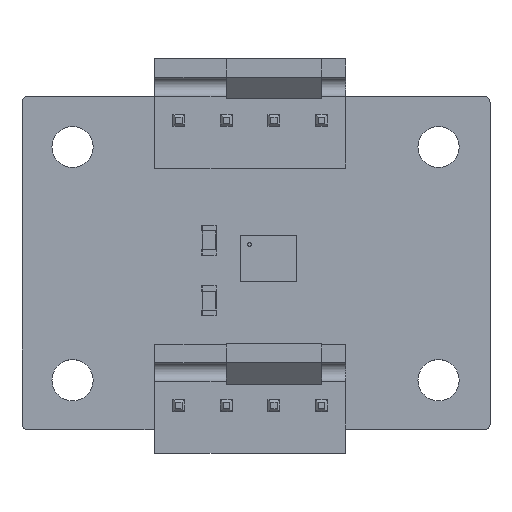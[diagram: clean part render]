
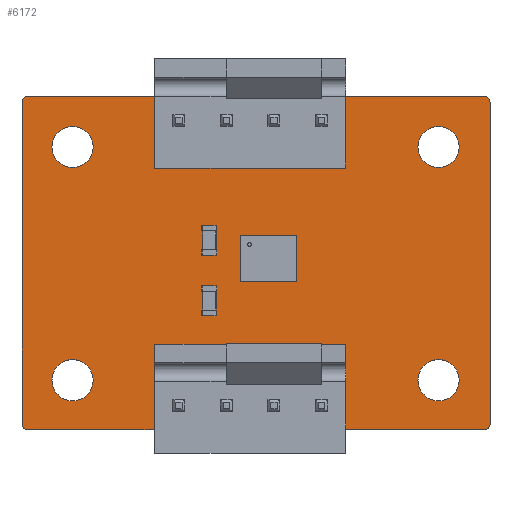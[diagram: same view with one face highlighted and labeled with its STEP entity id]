
A CAD part, top view. The second image highlights one B-rep face of the part: STEP entity #6172.
In plain terms, the highlighted planar face has unit normal (0, 0, 1).
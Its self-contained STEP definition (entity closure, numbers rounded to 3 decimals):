
#5891 = VERTEX_POINT('',#5892);
#5892 = CARTESIAN_POINT('',(149.7,-70.6,1.6));
#5898 = EDGE_CURVE('',#5891,#5899,#5901,.T.);
#5899 = VERTEX_POINT('',#5900);
#5900 = CARTESIAN_POINT('',(150.,-70.9,1.6));
#5901 = CIRCLE('',#5902,0.3);
#5902 = AXIS2_PLACEMENT_3D('',#5903,#5904,#5905);
#5903 = CARTESIAN_POINT('',(149.7,-70.9,1.6));
#5904 = DIRECTION('',(0.,0.,-1.));
#5905 = DIRECTION('',(0.,1.,0.));
#5933 = VERTEX_POINT('',#5934);
#5934 = CARTESIAN_POINT('',(125.3,-70.6,1.6));
#5940 = EDGE_CURVE('',#5933,#5891,#5941,.T.);
#5941 = LINE('',#5942,#5943);
#5942 = CARTESIAN_POINT('',(125.3,-70.6,1.6));
#5943 = VECTOR('',#5944,1.);
#5944 = DIRECTION('',(1.,0.,0.));
#5962 = EDGE_CURVE('',#5899,#5963,#5965,.T.);
#5963 = VERTEX_POINT('',#5964);
#5964 = CARTESIAN_POINT('',(150.,-88.1,1.6));
#5965 = LINE('',#5966,#5967);
#5966 = CARTESIAN_POINT('',(150.,-70.9,1.6));
#5967 = VECTOR('',#5968,1.);
#5968 = DIRECTION('',(0.,-1.,0.));
#6172 = ADVANCED_FACE('',(#6173,#6219,#6230,#6241,#6252,#6263,#6274,
    #6285,#6296,#6307,#6318,#6329,#6340),#6351,.T.);
#6173 = FACE_BOUND('',#6174,.T.);
#6174 = EDGE_LOOP('',(#6175,#6176,#6177,#6186,#6194,#6203,#6211,#6218));
#6175 = ORIENTED_EDGE('',*,*,#5898,.F.);
#6176 = ORIENTED_EDGE('',*,*,#5940,.F.);
#6177 = ORIENTED_EDGE('',*,*,#6178,.F.);
#6178 = EDGE_CURVE('',#6179,#5933,#6181,.T.);
#6179 = VERTEX_POINT('',#6180);
#6180 = CARTESIAN_POINT('',(125.,-70.9,1.6));
#6181 = CIRCLE('',#6182,0.3);
#6182 = AXIS2_PLACEMENT_3D('',#6183,#6184,#6185);
#6183 = CARTESIAN_POINT('',(125.3,-70.9,1.6));
#6184 = DIRECTION('',(0.,0.,-1.));
#6185 = DIRECTION('',(-1.,0.,0.));
#6186 = ORIENTED_EDGE('',*,*,#6187,.F.);
#6187 = EDGE_CURVE('',#6188,#6179,#6190,.T.);
#6188 = VERTEX_POINT('',#6189);
#6189 = CARTESIAN_POINT('',(125.01,-88.1,1.6));
#6190 = LINE('',#6191,#6192);
#6191 = CARTESIAN_POINT('',(125.01,-88.1,1.6));
#6192 = VECTOR('',#6193,1.);
#6193 = DIRECTION('',(-0.001,1.,0.));
#6194 = ORIENTED_EDGE('',*,*,#6195,.F.);
#6195 = EDGE_CURVE('',#6196,#6188,#6198,.T.);
#6196 = VERTEX_POINT('',#6197);
#6197 = CARTESIAN_POINT('',(125.31,-88.39,1.6));
#6198 = CIRCLE('',#6199,0.29);
#6199 = AXIS2_PLACEMENT_3D('',#6200,#6201,#6202);
#6200 = CARTESIAN_POINT('',(125.3,-88.1,1.6));
#6201 = DIRECTION('',(0.,0.,-1.));
#6202 = DIRECTION('',(0.034,-0.999,0.));
#6203 = ORIENTED_EDGE('',*,*,#6204,.F.);
#6204 = EDGE_CURVE('',#6205,#6196,#6207,.T.);
#6205 = VERTEX_POINT('',#6206);
#6206 = CARTESIAN_POINT('',(149.71,-88.39,1.6));
#6207 = LINE('',#6208,#6209);
#6208 = CARTESIAN_POINT('',(149.71,-88.39,1.6));
#6209 = VECTOR('',#6210,1.);
#6210 = DIRECTION('',(-1.,0.,0.));
#6211 = ORIENTED_EDGE('',*,*,#6212,.F.);
#6212 = EDGE_CURVE('',#5963,#6205,#6213,.T.);
#6213 = CIRCLE('',#6214,0.29);
#6214 = AXIS2_PLACEMENT_3D('',#6215,#6216,#6217);
#6215 = CARTESIAN_POINT('',(149.71,-88.1,1.6));
#6216 = DIRECTION('',(0.,0.,-1.));
#6217 = DIRECTION('',(1.,0.,0.));
#6218 = ORIENTED_EDGE('',*,*,#5962,.F.);
#6219 = FACE_BOUND('',#6220,.T.);
#6220 = EDGE_LOOP('',(#6221));
#6221 = ORIENTED_EDGE('',*,*,#6222,.T.);
#6222 = EDGE_CURVE('',#6223,#6223,#6225,.T.);
#6223 = VERTEX_POINT('',#6224);
#6224 = CARTESIAN_POINT('',(127.7,-86.85,1.6));
#6225 = CIRCLE('',#6226,1.1);
#6226 = AXIS2_PLACEMENT_3D('',#6227,#6228,#6229);
#6227 = CARTESIAN_POINT('',(127.7,-85.75,1.6));
#6228 = DIRECTION('',(-0.,0.,-1.));
#6229 = DIRECTION('',(-0.,-1.,0.));
#6230 = FACE_BOUND('',#6231,.T.);
#6231 = EDGE_LOOP('',(#6232));
#6232 = ORIENTED_EDGE('',*,*,#6233,.T.);
#6233 = EDGE_CURVE('',#6234,#6234,#6236,.T.);
#6234 = VERTEX_POINT('',#6235);
#6235 = CARTESIAN_POINT('',(133.38,-87.63,1.6));
#6236 = CIRCLE('',#6237,0.51);
#6237 = AXIS2_PLACEMENT_3D('',#6238,#6239,#6240);
#6238 = CARTESIAN_POINT('',(133.38,-87.12,1.6));
#6239 = DIRECTION('',(-0.,0.,-1.));
#6240 = DIRECTION('',(-0.,-1.,0.));
#6241 = FACE_BOUND('',#6242,.T.);
#6242 = EDGE_LOOP('',(#6243));
#6243 = ORIENTED_EDGE('',*,*,#6244,.T.);
#6244 = EDGE_CURVE('',#6245,#6245,#6247,.T.);
#6245 = VERTEX_POINT('',#6246);
#6246 = CARTESIAN_POINT('',(135.92,-87.63,1.6));
#6247 = CIRCLE('',#6248,0.51);
#6248 = AXIS2_PLACEMENT_3D('',#6249,#6250,#6251);
#6249 = CARTESIAN_POINT('',(135.92,-87.12,1.6));
#6250 = DIRECTION('',(-0.,0.,-1.));
#6251 = DIRECTION('',(0.,-1.,0.));
#6252 = FACE_BOUND('',#6253,.T.);
#6253 = EDGE_LOOP('',(#6254));
#6254 = ORIENTED_EDGE('',*,*,#6255,.T.);
#6255 = EDGE_CURVE('',#6256,#6256,#6258,.T.);
#6256 = VERTEX_POINT('',#6257);
#6257 = CARTESIAN_POINT('',(138.46,-87.63,1.6));
#6258 = CIRCLE('',#6259,0.51);
#6259 = AXIS2_PLACEMENT_3D('',#6260,#6261,#6262);
#6260 = CARTESIAN_POINT('',(138.46,-87.12,1.6));
#6261 = DIRECTION('',(-0.,0.,-1.));
#6262 = DIRECTION('',(0.,-1.,-0.));
#6263 = FACE_BOUND('',#6264,.T.);
#6264 = EDGE_LOOP('',(#6265));
#6265 = ORIENTED_EDGE('',*,*,#6266,.T.);
#6266 = EDGE_CURVE('',#6267,#6267,#6269,.T.);
#6267 = VERTEX_POINT('',#6268);
#6268 = CARTESIAN_POINT('',(141.,-87.63,1.6));
#6269 = CIRCLE('',#6270,0.51);
#6270 = AXIS2_PLACEMENT_3D('',#6271,#6272,#6273);
#6271 = CARTESIAN_POINT('',(141.,-87.12,1.6));
#6272 = DIRECTION('',(-0.,0.,-1.));
#6273 = DIRECTION('',(-0.,-1.,0.));
#6274 = FACE_BOUND('',#6275,.T.);
#6275 = EDGE_LOOP('',(#6276));
#6276 = ORIENTED_EDGE('',*,*,#6277,.T.);
#6277 = EDGE_CURVE('',#6278,#6278,#6280,.T.);
#6278 = VERTEX_POINT('',#6279);
#6279 = CARTESIAN_POINT('',(147.25,-86.85,1.6));
#6280 = CIRCLE('',#6281,1.1);
#6281 = AXIS2_PLACEMENT_3D('',#6282,#6283,#6284);
#6282 = CARTESIAN_POINT('',(147.25,-85.75,1.6));
#6283 = DIRECTION('',(-0.,0.,-1.));
#6284 = DIRECTION('',(-0.,-1.,0.));
#6285 = FACE_BOUND('',#6286,.T.);
#6286 = EDGE_LOOP('',(#6287));
#6287 = ORIENTED_EDGE('',*,*,#6288,.T.);
#6288 = EDGE_CURVE('',#6289,#6289,#6291,.T.);
#6289 = VERTEX_POINT('',#6290);
#6290 = CARTESIAN_POINT('',(127.7,-74.39,1.6));
#6291 = CIRCLE('',#6292,1.1);
#6292 = AXIS2_PLACEMENT_3D('',#6293,#6294,#6295);
#6293 = CARTESIAN_POINT('',(127.7,-73.29,1.6));
#6294 = DIRECTION('',(-0.,0.,-1.));
#6295 = DIRECTION('',(-0.,-1.,0.));
#6296 = FACE_BOUND('',#6297,.T.);
#6297 = EDGE_LOOP('',(#6298));
#6298 = ORIENTED_EDGE('',*,*,#6299,.T.);
#6299 = EDGE_CURVE('',#6300,#6300,#6302,.T.);
#6300 = VERTEX_POINT('',#6301);
#6301 = CARTESIAN_POINT('',(133.38,-72.39,1.6));
#6302 = CIRCLE('',#6303,0.51);
#6303 = AXIS2_PLACEMENT_3D('',#6304,#6305,#6306);
#6304 = CARTESIAN_POINT('',(133.38,-71.88,1.6));
#6305 = DIRECTION('',(-0.,0.,-1.));
#6306 = DIRECTION('',(-0.,-1.,0.));
#6307 = FACE_BOUND('',#6308,.T.);
#6308 = EDGE_LOOP('',(#6309));
#6309 = ORIENTED_EDGE('',*,*,#6310,.T.);
#6310 = EDGE_CURVE('',#6311,#6311,#6313,.T.);
#6311 = VERTEX_POINT('',#6312);
#6312 = CARTESIAN_POINT('',(135.92,-72.39,1.6));
#6313 = CIRCLE('',#6314,0.51);
#6314 = AXIS2_PLACEMENT_3D('',#6315,#6316,#6317);
#6315 = CARTESIAN_POINT('',(135.92,-71.88,1.6));
#6316 = DIRECTION('',(-0.,0.,-1.));
#6317 = DIRECTION('',(0.,-1.,0.));
#6318 = FACE_BOUND('',#6319,.T.);
#6319 = EDGE_LOOP('',(#6320));
#6320 = ORIENTED_EDGE('',*,*,#6321,.T.);
#6321 = EDGE_CURVE('',#6322,#6322,#6324,.T.);
#6322 = VERTEX_POINT('',#6323);
#6323 = CARTESIAN_POINT('',(138.46,-72.39,1.6));
#6324 = CIRCLE('',#6325,0.51);
#6325 = AXIS2_PLACEMENT_3D('',#6326,#6327,#6328);
#6326 = CARTESIAN_POINT('',(138.46,-71.88,1.6));
#6327 = DIRECTION('',(-0.,0.,-1.));
#6328 = DIRECTION('',(0.,-1.,-0.));
#6329 = FACE_BOUND('',#6330,.T.);
#6330 = EDGE_LOOP('',(#6331));
#6331 = ORIENTED_EDGE('',*,*,#6332,.T.);
#6332 = EDGE_CURVE('',#6333,#6333,#6335,.T.);
#6333 = VERTEX_POINT('',#6334);
#6334 = CARTESIAN_POINT('',(141.,-72.39,1.6));
#6335 = CIRCLE('',#6336,0.51);
#6336 = AXIS2_PLACEMENT_3D('',#6337,#6338,#6339);
#6337 = CARTESIAN_POINT('',(141.,-71.88,1.6));
#6338 = DIRECTION('',(-0.,0.,-1.));
#6339 = DIRECTION('',(-0.,-1.,0.));
#6340 = FACE_BOUND('',#6341,.T.);
#6341 = EDGE_LOOP('',(#6342));
#6342 = ORIENTED_EDGE('',*,*,#6343,.T.);
#6343 = EDGE_CURVE('',#6344,#6344,#6346,.T.);
#6344 = VERTEX_POINT('',#6345);
#6345 = CARTESIAN_POINT('',(147.25,-74.39,1.6));
#6346 = CIRCLE('',#6347,1.1);
#6347 = AXIS2_PLACEMENT_3D('',#6348,#6349,#6350);
#6348 = CARTESIAN_POINT('',(147.25,-73.29,1.6));
#6349 = DIRECTION('',(-0.,0.,-1.));
#6350 = DIRECTION('',(-0.,-1.,0.));
#6351 = PLANE('',#6352);
#6352 = AXIS2_PLACEMENT_3D('',#6353,#6354,#6355);
#6353 = CARTESIAN_POINT('',(0.,0.,1.6));
#6354 = DIRECTION('',(0.,0.,1.));
#6355 = DIRECTION('',(1.,0.,-0.));
